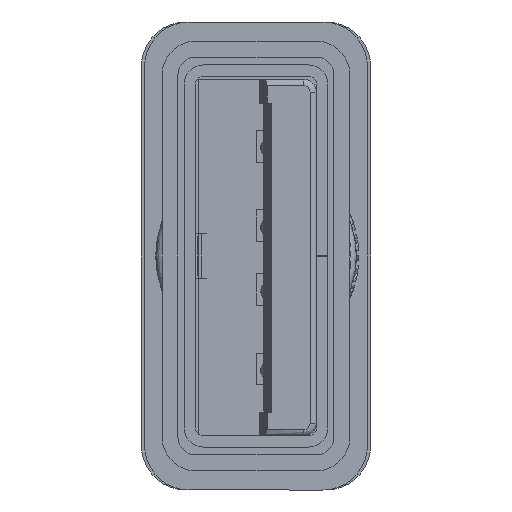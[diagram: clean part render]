
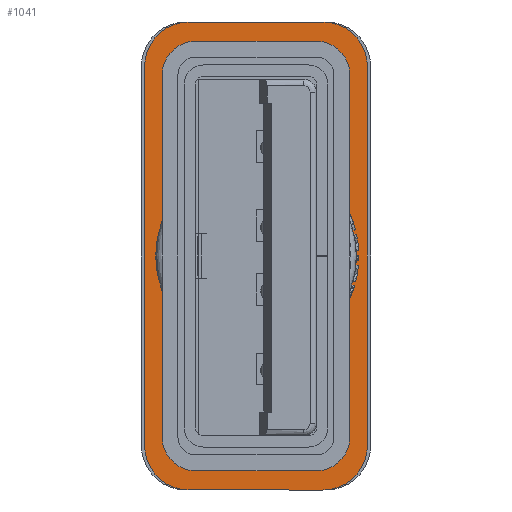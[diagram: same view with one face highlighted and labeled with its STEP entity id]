
A CAD part, left-side view. The second image highlights one B-rep face of the part: STEP entity #1041.
In plain terms, the highlighted face is planar.
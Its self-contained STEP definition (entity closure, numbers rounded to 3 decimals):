
#12 = AXIS2_PLACEMENT_3D ( 'NONE', #23531, #48285, #16210 ) ;
#219 = DIRECTION ( 'NONE',  ( 1., 0., 0. ) ) ;
#222 = DIRECTION ( 'NONE',  ( 0., 0., -1. ) ) ;
#1041 = ADVANCED_FACE ( 'NONE', ( #52453, #21238 ), #2989, .T. ) ;
#1106 = LINE ( 'NONE', #24004, #15398 ) ;
#1316 = AXIS2_PLACEMENT_3D ( 'NONE', #46216, #49910, #32447 ) ;
#2150 = CARTESIAN_POINT ( 'NONE',  ( -5.95, -3.5, -9.3 ) ) ;
#2989 = PLANE ( 'NONE',  #40262 ) ;
#4760 = DIRECTION ( 'NONE',  ( 0., 1., 0. ) ) ;
#4839 = ORIENTED_EDGE ( 'NONE', *, *, #44759, .T. ) ;
#5932 = EDGE_LOOP ( 'NONE', ( #42398, #42443, #45393, #22401, #4839, #8505, #53199, #20396 ) ) ;
#7125 = DIRECTION ( 'NONE',  ( -1., 0., 0. ) ) ;
#7811 = CARTESIAN_POINT ( 'NONE',  ( 3.15, 0., -9.3 ) ) ;
#8505 = ORIENTED_EDGE ( 'NONE', *, *, #41744, .T. ) ;
#8566 = DIRECTION ( 'NONE',  ( -1., 0., 0. ) ) ;
#9323 = EDGE_CURVE ( 'NONE', #27225, #30445, #9989, .T. ) ;
#9497 = AXIS2_PLACEMENT_3D ( 'NONE', #55484, #40856, #30717 ) ;
#9989 = LINE ( 'NONE', #29169, #31354 ) ;
#14192 = CARTESIAN_POINT ( 'NONE',  ( 5.95, 3.5, -9.3 ) ) ;
#14348 = EDGE_CURVE ( 'NONE', #15256, #25742, #1106, .T. ) ;
#14782 = VERTEX_POINT ( 'NONE', #7811 ) ;
#15256 = VERTEX_POINT ( 'NONE', #54793 ) ;
#15398 = VECTOR ( 'NONE', #219, 1000. ) ;
#16010 = CIRCLE ( 'NONE', #30371, 3.15 ) ;
#16060 = AXIS2_PLACEMENT_3D ( 'NONE', #45200, #49773, #8566 ) ;
#16210 = DIRECTION ( 'NONE',  ( -1., 0., 0. ) ) ;
#16351 = VERTEX_POINT ( 'NONE', #32119 ) ;
#17570 = EDGE_CURVE ( 'NONE', #16351, #14782, #48389, .T. ) ;
#18154 = DIRECTION ( 'NONE',  ( -1., 0., 0. ) ) ;
#18328 = EDGE_CURVE ( 'NONE', #37026, #15256, #56743, .T. ) ;
#18489 = CARTESIAN_POINT ( 'NONE',  ( -5.95, -2.1, -9.3 ) ) ;
#19587 = CARTESIAN_POINT ( 'NONE',  ( 5.95, -3.5, -9.3 ) ) ;
#20366 = DIRECTION ( 'NONE',  ( 0., -1., 0. ) ) ;
#20396 = ORIENTED_EDGE ( 'NONE', *, *, #9323, .T. ) ;
#21238 = FACE_OUTER_BOUND ( 'NONE', #5932, .T. ) ;
#22097 = LINE ( 'NONE', #54206, #48812 ) ;
#22401 = ORIENTED_EDGE ( 'NONE', *, *, #14348, .T. ) ;
#23306 = ORIENTED_EDGE ( 'NONE', *, *, #17570, .F. ) ;
#23531 = CARTESIAN_POINT ( 'NONE',  ( 0., 0., -9.3 ) ) ;
#24004 = CARTESIAN_POINT ( 'NONE',  ( -5.95, 3.5, -9.3 ) ) ;
#24061 = CIRCLE ( 'NONE', #28978, 1.4 ) ;
#25580 = EDGE_CURVE ( 'NONE', #30445, #29914, #29812, .T. ) ;
#25742 = VERTEX_POINT ( 'NONE', #14192 ) ;
#25864 = CARTESIAN_POINT ( 'NONE',  ( 7.35, 2.1, -9.3 ) ) ;
#26607 = EDGE_CURVE ( 'NONE', #14782, #16351, #16010, .T. ) ;
#27225 = VERTEX_POINT ( 'NONE', #19587 ) ;
#27533 = ORIENTED_EDGE ( 'NONE', *, *, #26607, .F. ) ;
#28978 = AXIS2_PLACEMENT_3D ( 'NONE', #56569, #31788, #7125 ) ;
#29169 = CARTESIAN_POINT ( 'NONE',  ( 5.95, -3.5, -9.3 ) ) ;
#29812 = CIRCLE ( 'NONE', #9497, 1.4 ) ;
#29914 = VERTEX_POINT ( 'NONE', #36503 ) ;
#30371 = AXIS2_PLACEMENT_3D ( 'NONE', #56686, #33734, #18154 ) ;
#30445 = VERTEX_POINT ( 'NONE', #2150 ) ;
#30717 = DIRECTION ( 'NONE',  ( -1., 0., 0. ) ) ;
#31354 = VECTOR ( 'NONE', #31904, 1000. ) ;
#31788 = DIRECTION ( 'NONE',  ( 0., 0., -1. ) ) ;
#31904 = DIRECTION ( 'NONE',  ( -1., 0., 0. ) ) ;
#32119 = CARTESIAN_POINT ( 'NONE',  ( -3.15, 0., -9.3 ) ) ;
#32447 = DIRECTION ( 'NONE',  ( -1., 0., 0. ) ) ;
#33590 = CARTESIAN_POINT ( 'NONE',  ( 7.35, -2.1, -9.3 ) ) ;
#33734 = DIRECTION ( 'NONE',  ( 0., 0., -1. ) ) ;
#34759 = EDGE_CURVE ( 'NONE', #29914, #37026, #22097, .T. ) ;
#34965 = DIRECTION ( 'NONE',  ( -1., 0., 0. ) ) ;
#36503 = CARTESIAN_POINT ( 'NONE',  ( -7.35, -2.1, -9.3 ) ) ;
#37026 = VERTEX_POINT ( 'NONE', #53135 ) ;
#39171 = VERTEX_POINT ( 'NONE', #33590 ) ;
#40262 = AXIS2_PLACEMENT_3D ( 'NONE', #18489, #222, #34965 ) ;
#40856 = DIRECTION ( 'NONE',  ( 0., 0., -1. ) ) ;
#41629 = VERTEX_POINT ( 'NONE', #54204 ) ;
#41744 = EDGE_CURVE ( 'NONE', #41629, #39171, #54299, .T. ) ;
#42221 = VECTOR ( 'NONE', #20366, 1000. ) ;
#42398 = ORIENTED_EDGE ( 'NONE', *, *, #25580, .T. ) ;
#42443 = ORIENTED_EDGE ( 'NONE', *, *, #34759, .T. ) ;
#42694 = CIRCLE ( 'NONE', #1316, 1.4 ) ;
#44759 = EDGE_CURVE ( 'NONE', #25742, #41629, #24061, .T. ) ;
#45200 = CARTESIAN_POINT ( 'NONE',  ( -5.95, 2.1, -9.3 ) ) ;
#45393 = ORIENTED_EDGE ( 'NONE', *, *, #18328, .T. ) ;
#46216 = CARTESIAN_POINT ( 'NONE',  ( 5.95, -2.1, -9.3 ) ) ;
#48285 = DIRECTION ( 'NONE',  ( 0., 0., -1. ) ) ;
#48389 = CIRCLE ( 'NONE', #12, 3.15 ) ;
#48812 = VECTOR ( 'NONE', #4760, 1000. ) ;
#49556 = EDGE_LOOP ( 'NONE', ( #27533, #23306 ) ) ;
#49773 = DIRECTION ( 'NONE',  ( 0., 0., -1. ) ) ;
#49910 = DIRECTION ( 'NONE',  ( 0., 0., -1. ) ) ;
#52453 = FACE_BOUND ( 'NONE', #49556, .T. ) ;
#53135 = CARTESIAN_POINT ( 'NONE',  ( -7.35, 2.1, -9.3 ) ) ;
#53199 = ORIENTED_EDGE ( 'NONE', *, *, #54957, .T. ) ;
#54204 = CARTESIAN_POINT ( 'NONE',  ( 7.35, 2.1, -9.3 ) ) ;
#54206 = CARTESIAN_POINT ( 'NONE',  ( -7.35, -2.1, -9.3 ) ) ;
#54299 = LINE ( 'NONE', #25864, #42221 ) ;
#54793 = CARTESIAN_POINT ( 'NONE',  ( -5.95, 3.5, -9.3 ) ) ;
#54957 = EDGE_CURVE ( 'NONE', #39171, #27225, #42694, .T. ) ;
#55484 = CARTESIAN_POINT ( 'NONE',  ( -5.95, -2.1, -9.3 ) ) ;
#56569 = CARTESIAN_POINT ( 'NONE',  ( 5.95, 2.1, -9.3 ) ) ;
#56686 = CARTESIAN_POINT ( 'NONE',  ( 0., 0., -9.3 ) ) ;
#56743 = CIRCLE ( 'NONE', #16060, 1.4 ) ;
